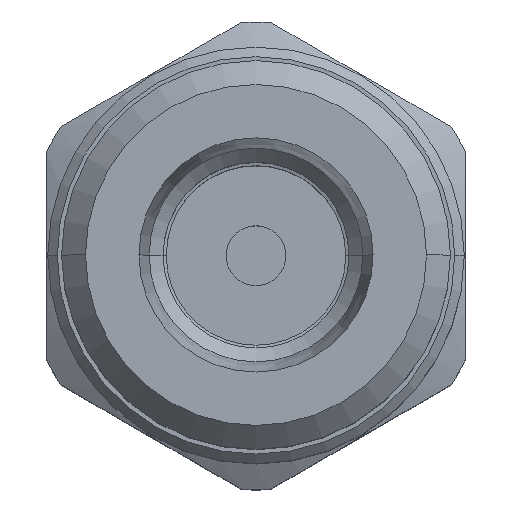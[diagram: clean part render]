
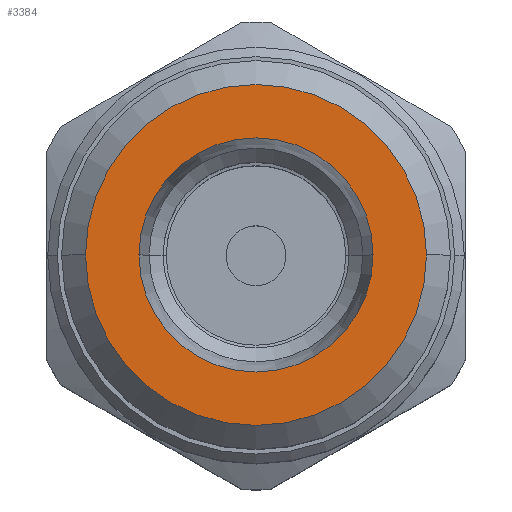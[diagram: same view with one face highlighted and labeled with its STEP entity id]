
A CAD part, top view. The second image highlights one B-rep face of the part: STEP entity #3384.
In plain terms, the highlighted planar face has unit normal (0, 0, 1).
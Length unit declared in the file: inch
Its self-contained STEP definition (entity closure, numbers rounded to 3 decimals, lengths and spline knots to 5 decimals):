
#707=CARTESIAN_POINT('',(0.,0.,2.332));
#708=DIRECTION('',(0.,0.,1.));
#709=DIRECTION('',(1.,0.,0.));
#710=AXIS2_PLACEMENT_3D('',#707,#708,#709);
#717=CARTESIAN_POINT('',(0.,0.,2.332));
#718=DIRECTION('',(0.,0.,1.));
#719=DIRECTION('',(-1.,0.,0.));
#720=AXIS2_PLACEMENT_3D('',#717,#718,#719);
#722=CARTESIAN_POINT('',(0.,0.,2.332));
#723=DIRECTION('',(0.,0.,1.));
#724=DIRECTION('',(1.,0.,0.));
#725=AXIS2_PLACEMENT_3D('',#722,#723,#724);
#727=CARTESIAN_POINT('',(0.,0.,2.332));
#728=DIRECTION('',(0.,0.,1.));
#729=DIRECTION('',(-1.,0.,0.));
#730=AXIS2_PLACEMENT_3D('',#727,#728,#729);
#2443=CARTESIAN_POINT('',(0.356,0.,2.332));
#2444=CARTESIAN_POINT('',(-0.356,0.,2.332));
#2445=VERTEX_POINT('',#2443);
#2446=VERTEX_POINT('',#2444);
#2463=CARTESIAN_POINT('',(-0.2445,0.,2.332));
#2464=CARTESIAN_POINT('',(0.2445,0.,2.332));
#2465=VERTEX_POINT('',#2463);
#2466=VERTEX_POINT('',#2464);
#3368=CARTESIAN_POINT('',(0.,0.,2.332));
#3369=DIRECTION('',(0.,0.,-1.));
#3370=DIRECTION('',(1.,0.,0.));
#3371=AXIS2_PLACEMENT_3D('',#3368,#3369,#3370);
#3372=PLANE('',#3371);
#3374=ORIENTED_EDGE('',*,*,#3373,.F.);
#3375=ORIENTED_EDGE('',*,*,#3358,.F.);
#3376=EDGE_LOOP('',(#3374,#3375));
#3377=FACE_OUTER_BOUND('',#3376,.F.);
#3379=ORIENTED_EDGE('',*,*,#3378,.T.);
#3381=ORIENTED_EDGE('',*,*,#3380,.T.);
#3382=EDGE_LOOP('',(#3379,#3381));
#3383=FACE_BOUND('',#3382,.F.);
#3384=ADVANCED_FACE('',(#3377,#3383),#3372,.F.);
#711=CIRCLE('',#710,0.356);
#721=CIRCLE('',#720,0.2445);
#726=CIRCLE('',#725,0.2445);
#731=CIRCLE('',#730,0.356);
#3358=EDGE_CURVE('',#2445,#2446,#711,.T.);
#3373=EDGE_CURVE('',#2446,#2445,#731,.T.);
#3378=EDGE_CURVE('',#2465,#2466,#721,.T.);
#3380=EDGE_CURVE('',#2466,#2465,#726,.T.);
